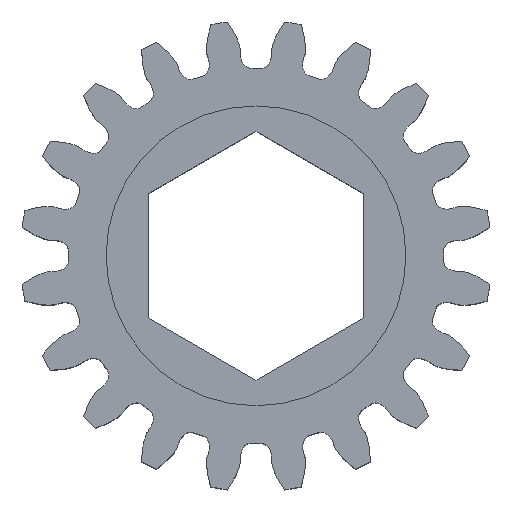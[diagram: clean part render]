
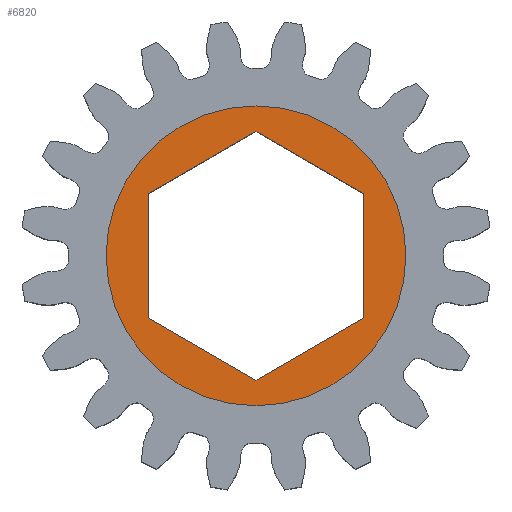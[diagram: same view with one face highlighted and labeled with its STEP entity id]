
A CAD part, top view. The second image highlights one B-rep face of the part: STEP entity #6820.
In plain terms, the highlighted planar face has unit normal (0, 0, 1).
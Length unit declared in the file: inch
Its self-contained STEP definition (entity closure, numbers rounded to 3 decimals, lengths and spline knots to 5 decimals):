
#142 = FACE_OUTER_BOUND ( 'NONE', #5733, .T. ) ;
#148 = FACE_BOUND ( 'NONE', #5718, .T. ) ;
#179 = CIRCLE ( 'NONE', #298, 0.35 ) ;
#184 = CIRCLE ( 'NONE', #300, 0.35 ) ;
#283 = AXIS2_PLACEMENT_3D ( 'NONE', #1021, #1031, #1032 ) ;
#294 = EDGE_CURVE ( 'NONE', #5897, #5930, #5482, .T. ) ;
#295 = EDGE_CURVE ( 'NONE', #5930, #5908, #5483, .T. ) ;
#298 = AXIS2_PLACEMENT_3D ( 'NONE', #7230, #7231, #7232 ) ;
#300 = AXIS2_PLACEMENT_3D ( 'NONE', #7222, #7223, #7224 ) ;
#333 = EDGE_CURVE ( 'NONE', #5908, #5912, #5479, .T. ) ;
#334 = EDGE_CURVE ( 'NONE', #5912, #5894, #5477, .T. ) ;
#335 = EDGE_CURVE ( 'NONE', #5894, #5913, #5475, .T. ) ;
#336 = EDGE_CURVE ( 'NONE', #5913, #5897, #5473, .T. ) ;
#435 = EDGE_CURVE ( 'NONE', #5909, #5895, #184, .T. ) ;
#439 = EDGE_CURVE ( 'NONE', #5895, #5909, #179, .T. ) ;
#1021 = CARTESIAN_POINT ( 'NONE',  ( 0., 0., 0.249 ) ) ;
#1026 = PLANE ( 'NONE',  #283 ) ;
#1031 = DIRECTION ( 'NONE',  ( 0., 0., 1. ) ) ;
#1032 = DIRECTION ( 'NONE',  ( 1., 0., 0. ) ) ;
#1461 = DIRECTION ( 'NONE',  ( 0., 1., 0. ) ) ;
#1465 = CARTESIAN_POINT ( 'NONE',  ( -0.2515, 0.1452, 0.249 ) ) ;
#1466 = CARTESIAN_POINT ( 'NONE',  ( -0.2515, -0.1452, 0.249 ) ) ;
#1471 = DIRECTION ( 'NONE',  ( 0.866, 0.5, 0. ) ) ;
#1472 = CARTESIAN_POINT ( 'NONE',  ( 0., 0.29041, 0.249 ) ) ;
#1473 = DIRECTION ( 'NONE',  ( 0.866, -0.5, 0. ) ) ;
#1474 = CARTESIAN_POINT ( 'NONE',  ( 0.2515, 0.1452, 0.249 ) ) ;
#1475 = DIRECTION ( 'NONE',  ( 0., -1., 0. ) ) ;
#1476 = CARTESIAN_POINT ( 'NONE',  ( 0.2515, -0.1452, 0.249 ) ) ;
#1477 = DIRECTION ( 'NONE',  ( -0.866, -0.5, 0. ) ) ;
#1478 = CARTESIAN_POINT ( 'NONE',  ( 0., -0.29041, 0.249 ) ) ;
#1479 = DIRECTION ( 'NONE',  ( -0.866, 0.5, 0. ) ) ;
#5470 = VECTOR ( 'NONE', #1479, 39.37008 ) ;
#5472 = VECTOR ( 'NONE', #1477, 39.37008 ) ;
#5473 = LINE ( 'NONE', #1478, #5470 ) ;
#5474 = VECTOR ( 'NONE', #1475, 39.37008 ) ;
#5475 = LINE ( 'NONE', #1476, #5472 ) ;
#5476 = VECTOR ( 'NONE', #1473, 39.37008 ) ;
#5477 = LINE ( 'NONE', #1474, #5474 ) ;
#5478 = VECTOR ( 'NONE', #1471, 39.37008 ) ;
#5479 = LINE ( 'NONE', #1472, #5476 ) ;
#5480 = VECTOR ( 'NONE', #1461, 39.37008 ) ;
#5482 = LINE ( 'NONE', #1466, #5480 ) ;
#5483 = LINE ( 'NONE', #1465, #5478 ) ;
#5718 = EDGE_LOOP ( 'NONE', ( #5756, #5757, #5758, #5759, #5760, #5761 ) ) ;
#5733 = EDGE_LOOP ( 'NONE', ( #5762, #5763 ) ) ;
#5756 = ORIENTED_EDGE ( 'NONE', *, *, #294, .T. ) ;
#5757 = ORIENTED_EDGE ( 'NONE', *, *, #295, .T. ) ;
#5758 = ORIENTED_EDGE ( 'NONE', *, *, #333, .T. ) ;
#5759 = ORIENTED_EDGE ( 'NONE', *, *, #334, .T. ) ;
#5760 = ORIENTED_EDGE ( 'NONE', *, *, #335, .T. ) ;
#5761 = ORIENTED_EDGE ( 'NONE', *, *, #336, .T. ) ;
#5762 = ORIENTED_EDGE ( 'NONE', *, *, #439, .T. ) ;
#5763 = ORIENTED_EDGE ( 'NONE', *, *, #435, .T. ) ;
#5894 = VERTEX_POINT ( 'NONE', #7264 ) ;
#5895 = VERTEX_POINT ( 'NONE', #7256 ) ;
#5897 = VERTEX_POINT ( 'NONE', #7255 ) ;
#5908 = VERTEX_POINT ( 'NONE', #7274 ) ;
#5909 = VERTEX_POINT ( 'NONE', #7275 ) ;
#5912 = VERTEX_POINT ( 'NONE', #7278 ) ;
#5913 = VERTEX_POINT ( 'NONE', #7279 ) ;
#5930 = VERTEX_POINT ( 'NONE', #7296 ) ;
#6820 = ADVANCED_FACE ( 'NONE', ( #148, #142 ), #1026, .T. ) ;
#7222 = CARTESIAN_POINT ( 'NONE',  ( 0., 0., 0.249 ) ) ;
#7223 = DIRECTION ( 'NONE',  ( 0., 0., 1. ) ) ;
#7224 = DIRECTION ( 'NONE',  ( 1., 0., 0. ) ) ;
#7230 = CARTESIAN_POINT ( 'NONE',  ( 0., 0., 0.249 ) ) ;
#7231 = DIRECTION ( 'NONE',  ( 0., 0., 1. ) ) ;
#7232 = DIRECTION ( 'NONE',  ( 1., 0., 0. ) ) ;
#7255 = CARTESIAN_POINT ( 'NONE',  ( -0.2515, -0.1452, 0.249 ) ) ;
#7256 = CARTESIAN_POINT ( 'NONE',  ( -0.35, 0., 0.249 ) ) ;
#7264 = CARTESIAN_POINT ( 'NONE',  ( 0.2515, -0.1452, 0.249 ) ) ;
#7274 = CARTESIAN_POINT ( 'NONE',  ( 0., 0.29041, 0.249 ) ) ;
#7275 = CARTESIAN_POINT ( 'NONE',  ( 0.35, 0., 0.249 ) ) ;
#7278 = CARTESIAN_POINT ( 'NONE',  ( 0.2515, 0.1452, 0.249 ) ) ;
#7279 = CARTESIAN_POINT ( 'NONE',  ( 0., -0.29041, 0.249 ) ) ;
#7296 = CARTESIAN_POINT ( 'NONE',  ( -0.2515, 0.1452, 0.249 ) ) ;
